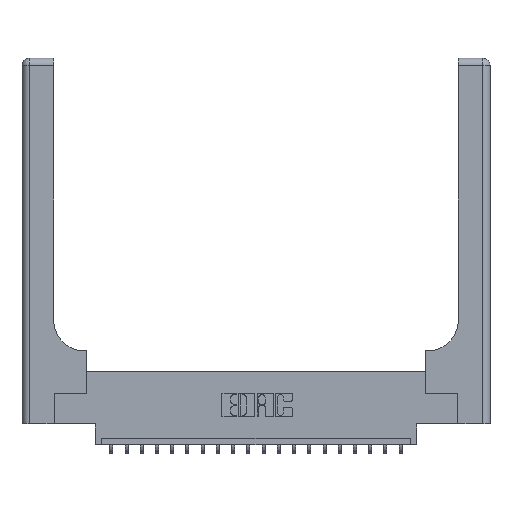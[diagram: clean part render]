
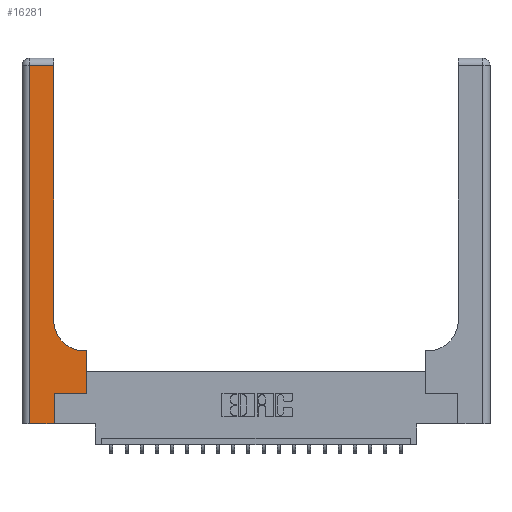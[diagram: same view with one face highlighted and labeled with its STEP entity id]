
A CAD part, top view. The second image highlights one B-rep face of the part: STEP entity #16281.
In plain terms, the highlighted planar face has unit normal (0, 0, 1).
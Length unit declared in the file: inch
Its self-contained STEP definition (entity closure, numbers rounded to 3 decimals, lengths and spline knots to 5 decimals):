
#25 = EDGE_CURVE ( 'NONE', #1167, #10643, #15968, .T. ) ;
#406 = DIRECTION ( 'NONE',  ( 1., 0., 0. ) ) ;
#732 = DIRECTION ( 'NONE',  ( 0., 0., -1. ) ) ;
#845 = DIRECTION ( 'NONE',  ( 0., 1., 0. ) ) ;
#1167 = VERTEX_POINT ( 'NONE', #12431 ) ;
#1317 = VECTOR ( 'NONE', #7268, 39.37008 ) ;
#1361 = AXIS2_PLACEMENT_3D ( 'NONE', #7309, #732, #12148 ) ;
#1585 = VECTOR ( 'NONE', #19733, 39.37008 ) ;
#2545 = ORIENTED_EDGE ( 'NONE', *, *, #4574, .T. ) ;
#2950 = CARTESIAN_POINT ( 'NONE',  ( 0.26, 0.85, 0.37 ) ) ;
#3022 = VECTOR ( 'NONE', #845, 39.37008 ) ;
#3299 = VERTEX_POINT ( 'NONE', #5247 ) ;
#3418 = FACE_OUTER_BOUND ( 'NONE', #4501, .T. ) ;
#3657 = VECTOR ( 'NONE', #18478, 39.37008 ) ;
#3760 = DIRECTION ( 'NONE',  ( -1., 0., 0. ) ) ;
#4063 = EDGE_CURVE ( 'NONE', #20656, #11569, #8072, .T. ) ;
#4501 = EDGE_LOOP ( 'NONE', ( #8665, #5323, #17986, #5835, #18475, #6362, #6872, #11154, #2545 ) ) ;
#4544 = CARTESIAN_POINT ( 'NONE',  ( 0.265, 0.25, 0.37 ) ) ;
#4574 = EDGE_CURVE ( 'NONE', #19249, #18999, #7528, .T. ) ;
#4972 = EDGE_CURVE ( 'NONE', #10643, #20656, #14241, .T. ) ;
#5247 = CARTESIAN_POINT ( 'NONE',  ( 0.06, 2.94, 0.37 ) ) ;
#5323 = ORIENTED_EDGE ( 'NONE', *, *, #8841, .T. ) ;
#5362 = DIRECTION ( 'NONE',  ( 1., 0., 0. ) ) ;
#5576 = EDGE_CURVE ( 'NONE', #17802, #19249, #15927, .T. ) ;
#5612 = CARTESIAN_POINT ( 'NONE',  ( 0.265, 0., 0.37 ) ) ;
#5779 = DIRECTION ( 'NONE',  ( 0., -1., 0. ) ) ;
#5835 = ORIENTED_EDGE ( 'NONE', *, *, #25, .T. ) ;
#6362 = ORIENTED_EDGE ( 'NONE', *, *, #4063, .T. ) ;
#6872 = ORIENTED_EDGE ( 'NONE', *, *, #16978, .T. ) ;
#7098 = CARTESIAN_POINT ( 'NONE',  ( 0.26, 3., 0.37 ) ) ;
#7268 = DIRECTION ( 'NONE',  ( 0., 1., 0. ) ) ;
#7309 = CARTESIAN_POINT ( 'NONE',  ( 0., 3., 0.37 ) ) ;
#7443 = CARTESIAN_POINT ( 'NONE',  ( 0.26, 0.6, 0.37 ) ) ;
#7528 = CIRCLE ( 'NONE', #11343, 0.25 ) ;
#7547 = CARTESIAN_POINT ( 'NONE',  ( 0.528, 0.25, 0.37 ) ) ;
#7676 = CARTESIAN_POINT ( 'NONE',  ( 0.528, 0.25, 0.37 ) ) ;
#8072 = LINE ( 'NONE', #15020, #16477 ) ;
#8165 = CARTESIAN_POINT ( 'NONE',  ( 0., 0., 0.37 ) ) ;
#8259 = DIRECTION ( 'NONE',  ( 1., 0., 0. ) ) ;
#8420 = EDGE_CURVE ( 'NONE', #3299, #1167, #10211, .T. ) ;
#8645 = VERTEX_POINT ( 'NONE', #12938 ) ;
#8665 = ORIENTED_EDGE ( 'NONE', *, *, #16188, .T. ) ;
#8841 = EDGE_CURVE ( 'NONE', #8645, #3299, #15335, .T. ) ;
#9830 = LINE ( 'NONE', #7098, #1585 ) ;
#10211 = LINE ( 'NONE', #12200, #13894 ) ;
#10260 = DIRECTION ( 'NONE',  ( 0., 0., -1. ) ) ;
#10643 = VERTEX_POINT ( 'NONE', #17580 ) ;
#11154 = ORIENTED_EDGE ( 'NONE', *, *, #5576, .T. ) ;
#11176 = VECTOR ( 'NONE', #3760, 39.37008 ) ;
#11343 = AXIS2_PLACEMENT_3D ( 'NONE', #19631, #10260, #406 ) ;
#11569 = VERTEX_POINT ( 'NONE', #7676 ) ;
#11665 = CARTESIAN_POINT ( 'NONE',  ( 0.528, 0.6, 0.37 ) ) ;
#12148 = DIRECTION ( 'NONE',  ( -1., 0., 0. ) ) ;
#12200 = CARTESIAN_POINT ( 'NONE',  ( 0.06, 3., 0.37 ) ) ;
#12431 = CARTESIAN_POINT ( 'NONE',  ( 0.06, 0., 0.37 ) ) ;
#12938 = CARTESIAN_POINT ( 'NONE',  ( 0.26, 2.94, 0.37 ) ) ;
#13894 = VECTOR ( 'NONE', #5779, 39.37008 ) ;
#14241 = LINE ( 'NONE', #5612, #1317 ) ;
#15020 = CARTESIAN_POINT ( 'NONE',  ( 0.265, 0.25, 0.37 ) ) ;
#15335 = LINE ( 'NONE', #18030, #11176 ) ;
#15477 = VECTOR ( 'NONE', #8259, 39.37008 ) ;
#15927 = LINE ( 'NONE', #7443, #3657 ) ;
#15968 = LINE ( 'NONE', #8165, #15477 ) ;
#16188 = EDGE_CURVE ( 'NONE', #18999, #8645, #9830, .T. ) ;
#16281 = ADVANCED_FACE ( 'NONE', ( #3418 ), #19872, .F. ) ;
#16477 = VECTOR ( 'NONE', #5362, 39.37008 ) ;
#16978 = EDGE_CURVE ( 'NONE', #11569, #17802, #19995, .T. ) ;
#17580 = CARTESIAN_POINT ( 'NONE',  ( 0.265, 0., 0.37 ) ) ;
#17802 = VERTEX_POINT ( 'NONE', #11665 ) ;
#17986 = ORIENTED_EDGE ( 'NONE', *, *, #8420, .T. ) ;
#18030 = CARTESIAN_POINT ( 'NONE',  ( 0., 2.94, 0.37 ) ) ;
#18475 = ORIENTED_EDGE ( 'NONE', *, *, #4972, .T. ) ;
#18478 = DIRECTION ( 'NONE',  ( -1., 0., 0. ) ) ;
#18999 = VERTEX_POINT ( 'NONE', #2950 ) ;
#19249 = VERTEX_POINT ( 'NONE', #19483 ) ;
#19483 = CARTESIAN_POINT ( 'NONE',  ( 0.51, 0.6, 0.37 ) ) ;
#19631 = CARTESIAN_POINT ( 'NONE',  ( 0.51, 0.85, 0.37 ) ) ;
#19733 = DIRECTION ( 'NONE',  ( 0., 1., 0. ) ) ;
#19872 = PLANE ( 'NONE',  #1361 ) ;
#19995 = LINE ( 'NONE', #7547, #3022 ) ;
#20656 = VERTEX_POINT ( 'NONE', #4544 ) ;
